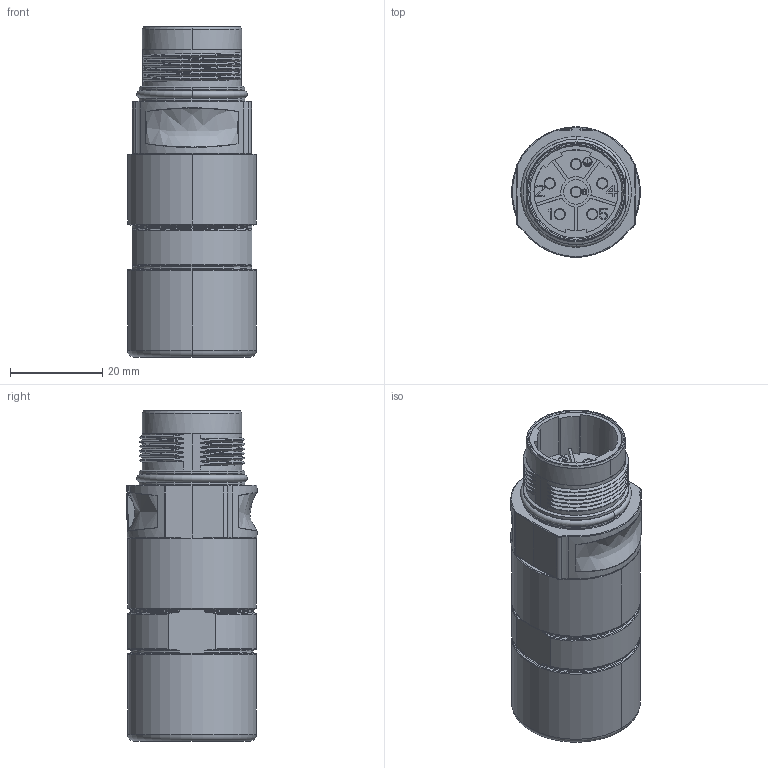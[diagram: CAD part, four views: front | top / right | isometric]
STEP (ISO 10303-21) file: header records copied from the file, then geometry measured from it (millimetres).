
FILE_DESCRIPTION((''),'2;1');
FILE_NAME('1605519','2015-10-02T',('feitelbuss'),(''),'PRO/ENGINEER BY PARAMETRIC TECHNOLOGY CORPORATION, 2014200','PRO/ENGINEER BY PARAMETRIC TECHNOLOGY CORPORATION, 2014200','');
FILE_SCHEMA(('AUTOMOTIVE_DESIGN { 1 0 10303 214 1 1 1 1 }'));
Length unit declared in the file: millimetre
Products named in the file (1): 1605519
Bounding box: 28 x 28.29 x 71.7 mm (x, y, z)
Volume: 34212.9 mm3; surface area: 9076.8 mm2
Topology: 1 solids, 1 shells, 477 faces, 1239 edges, 790 vertices
Faces by surface type: plane 239, cylinder 79, bspline 75, torus 46, cone 36, sphere 2
Entity records: 19871 total; most frequent: CARTESIAN_POINT 8471, ORIENTED_EDGE 2478, DIRECTION 2129, EDGE_CURVE 1239, VERTEX_POINT 790, VECTOR 749, LINE 749, AXIS2_PLACEMENT_3D 690
